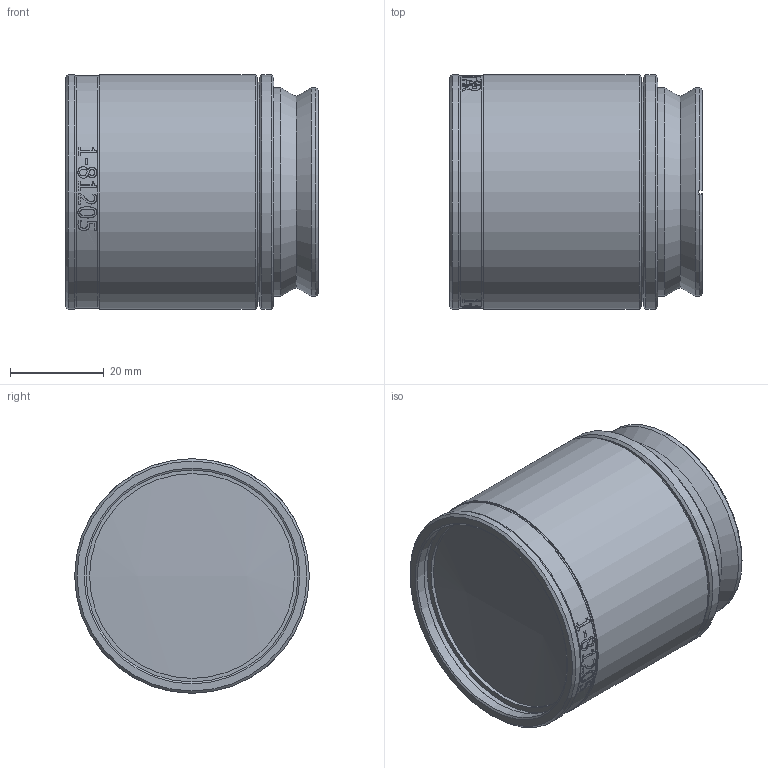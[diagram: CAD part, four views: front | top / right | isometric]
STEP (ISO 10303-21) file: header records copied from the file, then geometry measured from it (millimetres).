
FILE_DESCRIPTION(/* description */ ('LENS, 1.25X LENS ATTACHMENT'),/* implementation_level */ '2;1');
FILE_NAME(/* name */ 'Jesse''s Projects\81205.stp',/* time_stamp */ '2017-12-27T15:24:05-05:00',/* author */ ('Williamson'),/* organization */ ('NAVITAR'),/* preprocessor_version */ 'ST-DEVELOPER v16.13',/* originating_system */ 'Autodesk Inventor 2018',/* authorisation */ '');
FILE_SCHEMA (('AUTOMOTIVE_DESIGN { 1 0 10303 214 3 1 1 }'));
Length unit declared in the file: millimetre
Products named in the file (14): 1-81205; 3-80312; 3-80314; 5-80062; 6-80063; 6-80064; 5-80065; 6-80066; 6-80067; 6-80068; 8-80331; 3-80313; 7-30681; 7-30683
Assembly tree (13 placements, depth 3):
  1-81205
    3-80312
    3-80314
    5-80062
      6-80063
      6-80064
    5-80065
      6-80066
      6-80067
      6-80068
    8-80331
    3-80313
    7-30681
    7-30683
Bounding box: 53.89 x 50.04 x 50.04 mm (x, y, z)
Volume: 72066.5 mm3; surface area: 47196.2 mm2
Topology: 15 solids, 15 shells, 260 faces, 649 edges, 428 vertices
Faces by surface type: plane 116, bspline 78, cylinder 42, cone 14, sphere 10
Full cylindrical faces by diameter (mm): 37.568 x1, 38.5 x1, 39.37 x1, 41.91 x1, 43.205 x1, 43.688 x1, 44 x1, 44.45 x2, 44.455 x1, 44.6 x1, 44.907 x1, 45.188 x1, 46.001 x1, 46.5 x2, 46.507 x2, 46.52 x1, 46.741 x1, 46.965 x1, 47.6 x1, 47.824 x1, 49.53 x1, 49.555 x1, 49.657 x1, 50.038 x3
Entity records: 10715 total; most frequent: CARTESIAN_POINT 4504, ORIENTED_EDGE 1188, DIRECTION 1046, EDGE_CURVE 594, VERTEX_POINT 418, AXIS2_PLACEMENT_3D 389, EDGE_LOOP 356, LINE 268
